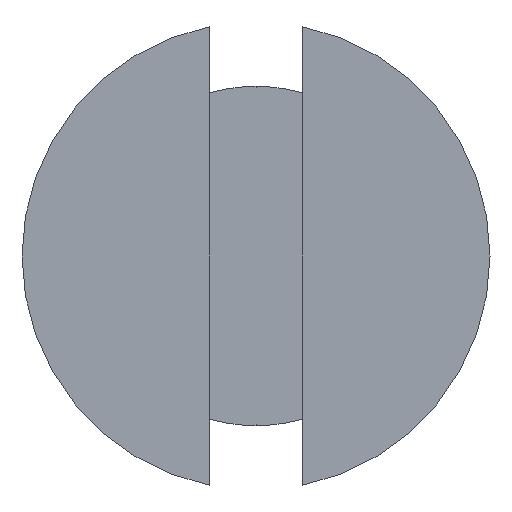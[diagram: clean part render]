
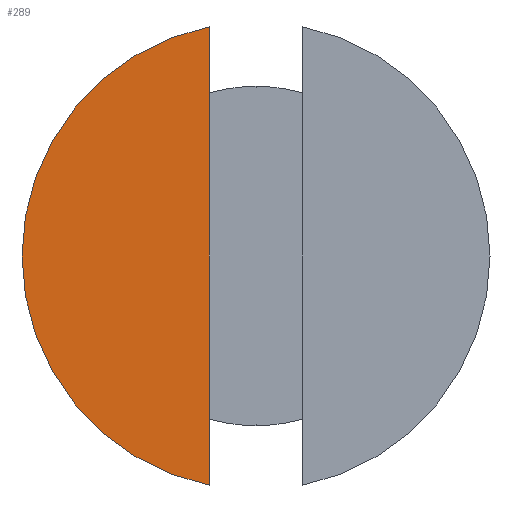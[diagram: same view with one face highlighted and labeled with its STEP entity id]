
A CAD part, left-side view. The second image highlights one B-rep face of the part: STEP entity #289.
In plain terms, the highlighted planar face has unit normal (-1, 0, 0).
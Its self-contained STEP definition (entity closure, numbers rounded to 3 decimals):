
#106 = VECTOR ( 'NONE', #1579, 1000. ) ;
#207 = DIRECTION ( 'NONE',  ( -1., 0., 0. ) ) ;
#289 = ADVANCED_FACE ( 'NONE', ( #1185 ), #508, .T. ) ;
#366 = LINE ( 'NONE', #640, #106 ) ;
#369 = CARTESIAN_POINT ( 'NONE',  ( 0., 0., 0. ) ) ;
#430 = DIRECTION ( 'NONE',  ( 0., 0., 1. ) ) ;
#487 = AXIS2_PLACEMENT_3D ( 'NONE', #369, #207, #900 ) ;
#508 = PLANE ( 'NONE',  #487 ) ;
#514 = CARTESIAN_POINT ( 'NONE',  ( 0., 0.4, -1.96 ) ) ;
#640 = CARTESIAN_POINT ( 'NONE',  ( 0., 0.4, 2. ) ) ;
#646 = CIRCLE ( 'NONE', #871, 2. ) ;
#712 = DIRECTION ( 'NONE',  ( -1., 0., 0. ) ) ;
#747 = EDGE_LOOP ( 'NONE', ( #830, #1095 ) ) ;
#791 = VERTEX_POINT ( 'NONE', #514 ) ;
#830 = ORIENTED_EDGE ( 'NONE', *, *, #1195, .F. ) ;
#871 = AXIS2_PLACEMENT_3D ( 'NONE', #1409, #712, #430 ) ;
#900 = DIRECTION ( 'NONE',  ( 0., 0., 1. ) ) ;
#1095 = ORIENTED_EDGE ( 'NONE', *, *, #1108, .T. ) ;
#1108 = EDGE_CURVE ( 'NONE', #1150, #791, #646, .T. ) ;
#1150 = VERTEX_POINT ( 'NONE', #1181 ) ;
#1181 = CARTESIAN_POINT ( 'NONE',  ( 0., 0.4, 1.96 ) ) ;
#1185 = FACE_OUTER_BOUND ( 'NONE', #747, .T. ) ;
#1195 = EDGE_CURVE ( 'NONE', #1150, #791, #366, .T. ) ;
#1409 = CARTESIAN_POINT ( 'NONE',  ( 0., 0., 0. ) ) ;
#1579 = DIRECTION ( 'NONE',  ( 0., 0., -1. ) ) ;
